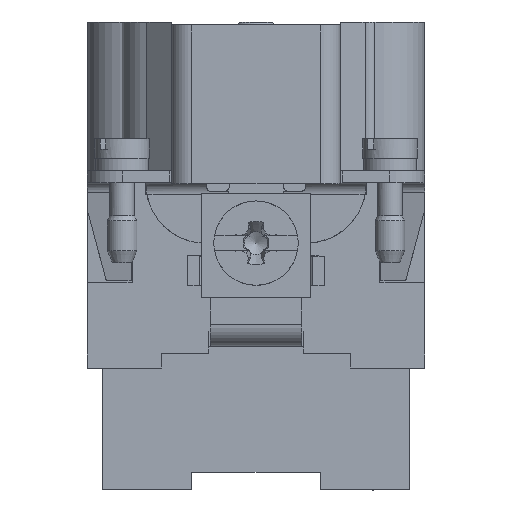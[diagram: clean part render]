
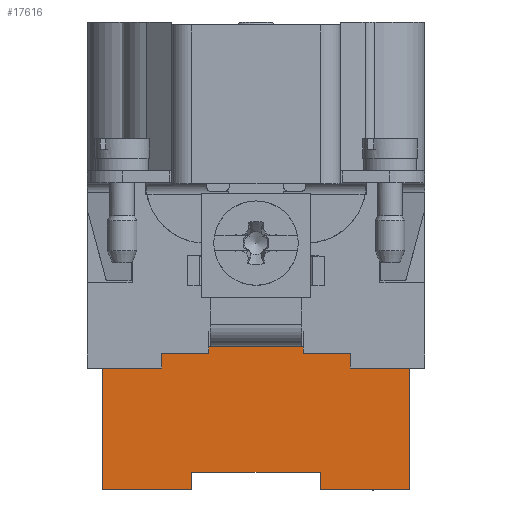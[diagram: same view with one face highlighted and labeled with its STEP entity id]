
A CAD part, left-side view. The second image highlights one B-rep face of the part: STEP entity #17616.
In plain terms, the highlighted planar face has unit normal (-1, 0, 0).
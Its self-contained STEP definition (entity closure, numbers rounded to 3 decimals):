
#15145=FACE_OUTER_BOUND('',#22013,.T.);
#17616=ADVANCED_FACE('',(#15145),#19851,.F.);
#19851=PLANE('',#67160);
#22013=EDGE_LOOP('',(#26866,#26867,#26868,#26869,#26870,#26871,#26872,#26873,
#26874,#26875,#26876,#26877));
#26866=ORIENTED_EDGE('',*,*,#41771,.T.);
#26867=ORIENTED_EDGE('',*,*,#42691,.T.);
#26868=ORIENTED_EDGE('',*,*,#42692,.T.);
#26869=ORIENTED_EDGE('',*,*,#42693,.T.);
#26870=ORIENTED_EDGE('',*,*,#41332,.T.);
#26871=ORIENTED_EDGE('',*,*,#42694,.T.);
#26872=ORIENTED_EDGE('',*,*,#42695,.T.);
#26873=ORIENTED_EDGE('',*,*,#42696,.T.);
#26874=ORIENTED_EDGE('',*,*,#41272,.T.);
#26875=ORIENTED_EDGE('',*,*,#42697,.F.);
#26876=ORIENTED_EDGE('',*,*,#42698,.T.);
#26877=ORIENTED_EDGE('',*,*,#42699,.T.);
#37093=VERTEX_POINT('',#83652);
#37095=VERTEX_POINT('',#83655);
#37152=VERTEX_POINT('',#83875);
#37154=VERTEX_POINT('',#83879);
#37593=VERTEX_POINT('',#85585);
#37594=VERTEX_POINT('',#85587);
#38284=VERTEX_POINT('',#87736);
#38285=VERTEX_POINT('',#87738);
#38286=VERTEX_POINT('',#87741);
#38287=VERTEX_POINT('',#87743);
#38288=VERTEX_POINT('',#87746);
#38289=VERTEX_POINT('',#87748);
#41272=EDGE_CURVE('',#37095,#37093,#53855,.T.);
#41332=EDGE_CURVE('',#37152,#37154,#53877,.T.);
#41771=EDGE_CURVE('',#37594,#37593,#54018,.T.);
#42691=EDGE_CURVE('',#37593,#38284,#54718,.T.);
#42692=EDGE_CURVE('',#38284,#38285,#54719,.T.);
#42693=EDGE_CURVE('',#38285,#37152,#54720,.T.);
#42694=EDGE_CURVE('',#37154,#38286,#54721,.T.);
#42695=EDGE_CURVE('',#38286,#38287,#54722,.T.);
#42696=EDGE_CURVE('',#38287,#37095,#54723,.T.);
#42697=EDGE_CURVE('',#38288,#37093,#54724,.T.);
#42698=EDGE_CURVE('',#38288,#38289,#54725,.T.);
#42699=EDGE_CURVE('',#38289,#37594,#54726,.T.);
#53855=LINE('',#83654,#57819);
#53877=LINE('',#83880,#57841);
#54018=LINE('',#85586,#57982);
#54718=LINE('',#87735,#58682);
#54719=LINE('',#87737,#58683);
#54720=LINE('',#87739,#58684);
#54721=LINE('',#87740,#58685);
#54722=LINE('',#87742,#58686);
#54723=LINE('',#87744,#58687);
#54724=LINE('',#87745,#58688);
#54725=LINE('',#87747,#58689);
#54726=LINE('',#87749,#58690);
#57819=VECTOR('',#69561,1.);
#57841=VECTOR('',#69591,1.);
#57982=VECTOR('',#69788,1.);
#58682=VECTOR('',#71314,1.);
#58683=VECTOR('',#71315,1.);
#58684=VECTOR('',#71316,1.);
#58685=VECTOR('',#71317,1.);
#58686=VECTOR('',#71318,1.);
#58687=VECTOR('',#71319,1.);
#58688=VECTOR('',#71320,1.);
#58689=VECTOR('',#71321,1.);
#58690=VECTOR('',#71322,1.);
#67160=AXIS2_PLACEMENT_3D('',#87750,#71323,#71324);
#69561=DIRECTION('',(0.,-1.,0.));
#69591=DIRECTION('',(0.,-1.,0.));
#69788=DIRECTION('',(0.,1.,0.));
#71314=DIRECTION('',(0.,0.,-1.));
#71315=DIRECTION('',(0.,1.,0.));
#71316=DIRECTION('',(0.,0.,-1.));
#71317=DIRECTION('',(0.,0.,1.));
#71318=DIRECTION('',(0.,-1.,0.));
#71319=DIRECTION('',(0.,0.,-1.));
#71320=DIRECTION('',(0.,0.,-1.));
#71321=DIRECTION('',(0.,1.,0.));
#71322=DIRECTION('',(0.,0.,1.));
#71323=DIRECTION('',(1.,0.,0.));
#71324=DIRECTION('',(0.,1.,0.));
#83652=CARTESIAN_POINT('',(-27.75,-15.5,-31.));
#83654=CARTESIAN_POINT('',(-27.75,-4.75,-31.));
#83655=CARTESIAN_POINT('',(-27.75,-6.5,-31.));
#83875=CARTESIAN_POINT('',(-27.75,15.5,-31.));
#83879=CARTESIAN_POINT('',(-27.75,6.5,-31.));
#83880=CARTESIAN_POINT('',(-27.75,-4.75,-31.));
#85585=CARTESIAN_POINT('',(-27.75,9.5,-15.));
#85586=CARTESIAN_POINT('',(-27.75,-4.75,-15.));
#85587=CARTESIAN_POINT('',(-27.75,-9.5,-15.));
#87735=CARTESIAN_POINT('',(-27.75,9.5,-18.8));
#87736=CARTESIAN_POINT('',(-27.75,9.5,-18.7));
#87737=CARTESIAN_POINT('',(-27.75,17.,-18.7));
#87738=CARTESIAN_POINT('',(-27.75,15.5,-18.7));
#87739=CARTESIAN_POINT('',(-27.75,15.5,-12.2));
#87740=CARTESIAN_POINT('',(-27.75,6.5,-26.232));
#87741=CARTESIAN_POINT('',(-27.75,6.5,-29.2));
#87742=CARTESIAN_POINT('',(-27.75,-6.5,-29.2));
#87743=CARTESIAN_POINT('',(-27.75,-6.5,-29.2));
#87744=CARTESIAN_POINT('',(-27.75,-6.5,-31.13));
#87745=CARTESIAN_POINT('',(-27.75,-15.5,-18.05));
#87746=CARTESIAN_POINT('',(-27.75,-15.5,-18.7));
#87747=CARTESIAN_POINT('',(-27.75,-9.5,-18.7));
#87748=CARTESIAN_POINT('',(-27.75,-9.5,-18.7));
#87749=CARTESIAN_POINT('',(-27.75,-9.5,-14.9));
#87750=CARTESIAN_POINT('',(-27.75,-4.75,-12.2));
